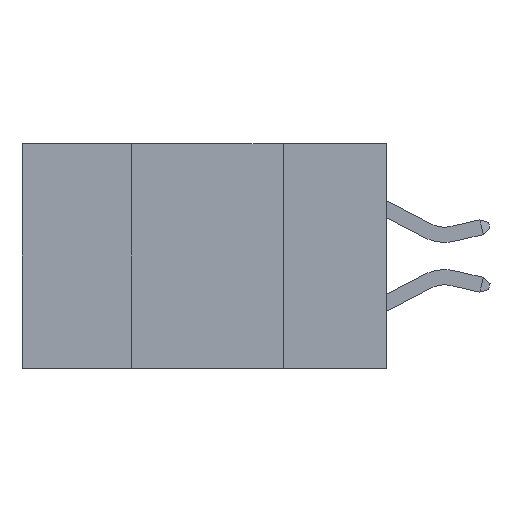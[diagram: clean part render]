
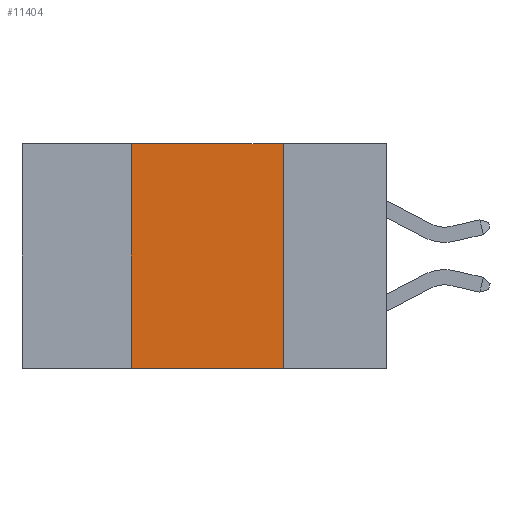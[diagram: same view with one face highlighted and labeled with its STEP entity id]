
A CAD part, left-side view. The second image highlights one B-rep face of the part: STEP entity #11404.
In plain terms, the highlighted planar face has unit normal (-1, 0, 0).
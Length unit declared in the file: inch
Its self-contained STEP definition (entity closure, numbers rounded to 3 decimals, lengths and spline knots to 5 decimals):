
#376 = VERTEX_POINT ( 'NONE', #11895 ) ;
#562 = EDGE_CURVE ( 'NONE', #5962, #6769, #9071, .T. ) ;
#839 = DIRECTION ( 'NONE',  ( 1., 0., 0. ) ) ;
#950 = VECTOR ( 'NONE', #8257, 39.37008 ) ;
#1148 = CARTESIAN_POINT ( 'NONE',  ( 0., 0.17, 0. ) ) ;
#3245 = VECTOR ( 'NONE', #11296, 39.37008 ) ;
#3411 = FACE_OUTER_BOUND ( 'NONE', #5780, .T. ) ;
#3445 = LINE ( 'NONE', #9277, #950 ) ;
#3960 = LINE ( 'NONE', #10988, #8203 ) ;
#5092 = EDGE_CURVE ( 'NONE', #5962, #376, #7779, .T. ) ;
#5780 = EDGE_LOOP ( 'NONE', ( #8807, #9203, #6822, #10381 ) ) ;
#5846 = VECTOR ( 'NONE', #7748, 39.37008 ) ;
#5962 = VERTEX_POINT ( 'NONE', #8001 ) ;
#6769 = VERTEX_POINT ( 'NONE', #11843 ) ;
#6822 = ORIENTED_EDGE ( 'NONE', *, *, #5092, .F. ) ;
#7432 = PLANE ( 'NONE',  #8437 ) ;
#7518 = CARTESIAN_POINT ( 'NONE',  ( 0., 0.42, 0. ) ) ;
#7665 = EDGE_CURVE ( 'NONE', #376, #8176, #3960, .T. ) ;
#7748 = DIRECTION ( 'NONE',  ( 0., -1., 0. ) ) ;
#7779 = LINE ( 'NONE', #7518, #3245 ) ;
#8001 = CARTESIAN_POINT ( 'NONE',  ( 0., 0.42, -0.37 ) ) ;
#8176 = VERTEX_POINT ( 'NONE', #1148 ) ;
#8203 = VECTOR ( 'NONE', #8279, 39.37008 ) ;
#8257 = DIRECTION ( 'NONE',  ( 0., 0., -1. ) ) ;
#8279 = DIRECTION ( 'NONE',  ( 0., -1., 0. ) ) ;
#8437 = AXIS2_PLACEMENT_3D ( 'NONE', #10262, #839, #10291 ) ;
#8807 = ORIENTED_EDGE ( 'NONE', *, *, #9533, .F. ) ;
#9071 = LINE ( 'NONE', #10287, #5846 ) ;
#9203 = ORIENTED_EDGE ( 'NONE', *, *, #7665, .F. ) ;
#9277 = CARTESIAN_POINT ( 'NONE',  ( 0., 0.17, 0. ) ) ;
#9533 = EDGE_CURVE ( 'NONE', #8176, #6769, #3445, .T. ) ;
#10262 = CARTESIAN_POINT ( 'NONE',  ( 0., 0.6, 0. ) ) ;
#10287 = CARTESIAN_POINT ( 'NONE',  ( 0., 0.6, -0.37 ) ) ;
#10291 = DIRECTION ( 'NONE',  ( 0., 0., -1. ) ) ;
#10381 = ORIENTED_EDGE ( 'NONE', *, *, #562, .T. ) ;
#10988 = CARTESIAN_POINT ( 'NONE',  ( 0., 0.6, 0. ) ) ;
#11296 = DIRECTION ( 'NONE',  ( 0., 0., 1. ) ) ;
#11404 = ADVANCED_FACE ( 'NONE', ( #3411 ), #7432, .F. ) ;
#11843 = CARTESIAN_POINT ( 'NONE',  ( 0., 0.17, -0.37 ) ) ;
#11895 = CARTESIAN_POINT ( 'NONE',  ( 0., 0.42, 0. ) ) ;
